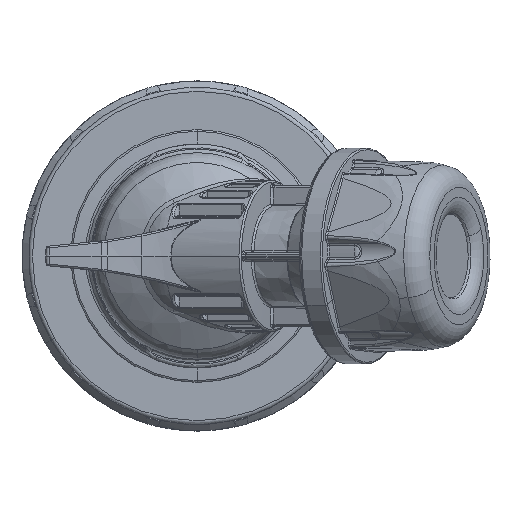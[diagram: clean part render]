
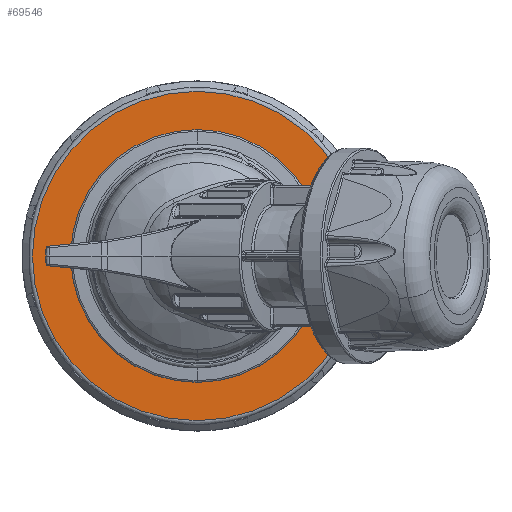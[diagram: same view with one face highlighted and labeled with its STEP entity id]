
A CAD part, left-side view. The second image highlights one B-rep face of the part: STEP entity #69546.
In plain terms, the highlighted planar face has unit normal (-1, 0, 0).
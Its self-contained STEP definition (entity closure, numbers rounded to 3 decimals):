
#314 = CARTESIAN_POINT ( 'NONE',  ( -3., 0., 0. ) ) ;
#576 = ORIENTED_EDGE ( 'NONE', *, *, #46140, .T. ) ;
#1755 = EDGE_LOOP ( 'NONE', ( #14093, #68079 ) ) ;
#1989 = CARTESIAN_POINT ( 'NONE',  ( -3., 37.672, -21.75 ) ) ;
#3938 = DIRECTION ( 'NONE',  ( -1., 0., 0. ) ) ;
#4585 = DIRECTION ( 'NONE',  ( -1., 0., 0. ) ) ;
#10170 = FACE_OUTER_BOUND ( 'NONE', #23685, .T. ) ;
#14093 = ORIENTED_EDGE ( 'NONE', *, *, #57961, .F. ) ;
#16017 = CARTESIAN_POINT ( 'NONE',  ( -3., 16.7, 28.925 ) ) ;
#17142 = DIRECTION ( 'NONE',  ( -1., 0., 0. ) ) ;
#18754 = DIRECTION ( 'NONE',  ( -1., 0., 0. ) ) ;
#18793 = EDGE_CURVE ( 'NONE', #65527, #66644, #57622, .T. ) ;
#23685 = EDGE_LOOP ( 'NONE', ( #52504, #576 ) ) ;
#24389 = CIRCLE ( 'NONE', #37053, 43.5 ) ;
#24448 = CARTESIAN_POINT ( 'NONE',  ( -3., -28.709, 16.575 ) ) ;
#25469 = CIRCLE ( 'NONE', #55877, 33.15 ) ;
#27199 = CARTESIAN_POINT ( 'NONE',  ( -3., 0., 0. ) ) ;
#27616 = DIRECTION ( 'NONE',  ( 0., -0.866, 0.5 ) ) ;
#28609 = DIRECTION ( 'NONE',  ( -1., 0., 0. ) ) ;
#30700 = CARTESIAN_POINT ( 'NONE',  ( -3., 28.709, -16.575 ) ) ;
#31295 = VERTEX_POINT ( 'NONE', #1989 ) ;
#32457 = DIRECTION ( 'NONE',  ( 0., -0.866, 0.5 ) ) ;
#33955 = DIRECTION ( 'NONE',  ( 0., -0.866, 0.5 ) ) ;
#37053 = AXIS2_PLACEMENT_3D ( 'NONE', #314, #17142, #33955 ) ;
#38512 = CIRCLE ( 'NONE', #44373, 43.5 ) ;
#43067 = PLANE ( 'NONE',  #55175 ) ;
#44373 = AXIS2_PLACEMENT_3D ( 'NONE', #56026, #28609, #50914 ) ;
#46140 = EDGE_CURVE ( 'NONE', #31295, #65198, #24389, .T. ) ;
#47594 = CARTESIAN_POINT ( 'NONE',  ( -3., -37.672, 21.75 ) ) ;
#50914 = DIRECTION ( 'NONE',  ( 0., -0.866, 0.5 ) ) ;
#52504 = ORIENTED_EDGE ( 'NONE', *, *, #64651, .T. ) ;
#54774 = FACE_BOUND ( 'NONE', #1755, .T. ) ;
#55175 = AXIS2_PLACEMENT_3D ( 'NONE', #16017, #3938, #32457 ) ;
#55877 = AXIS2_PLACEMENT_3D ( 'NONE', #27199, #18754, #62280 ) ;
#56026 = CARTESIAN_POINT ( 'NONE',  ( -3., 0., 0. ) ) ;
#57622 = CIRCLE ( 'NONE', #61155, 33.15 ) ;
#57961 = EDGE_CURVE ( 'NONE', #66644, #65527, #25469, .T. ) ;
#61155 = AXIS2_PLACEMENT_3D ( 'NONE', #71125, #4585, #27616 ) ;
#62280 = DIRECTION ( 'NONE',  ( 0., -0.866, 0.5 ) ) ;
#64651 = EDGE_CURVE ( 'NONE', #65198, #31295, #38512, .T. ) ;
#65198 = VERTEX_POINT ( 'NONE', #47594 ) ;
#65527 = VERTEX_POINT ( 'NONE', #30700 ) ;
#66644 = VERTEX_POINT ( 'NONE', #24448 ) ;
#68079 = ORIENTED_EDGE ( 'NONE', *, *, #18793, .F. ) ;
#69546 = ADVANCED_FACE ( 'NONE', ( #10170, #54774 ), #43067, .T. ) ;
#71125 = CARTESIAN_POINT ( 'NONE',  ( -3., 0., 0. ) ) ;
